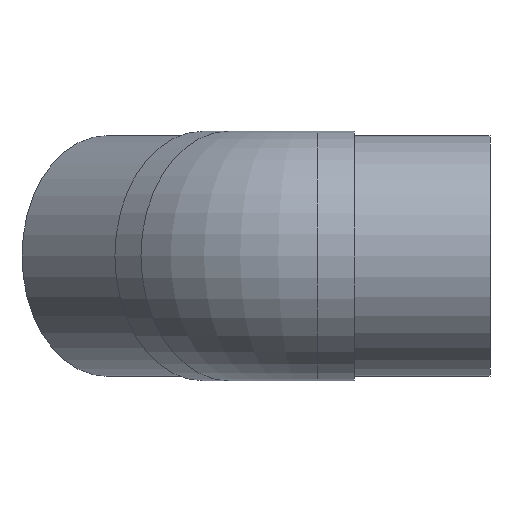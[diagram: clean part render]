
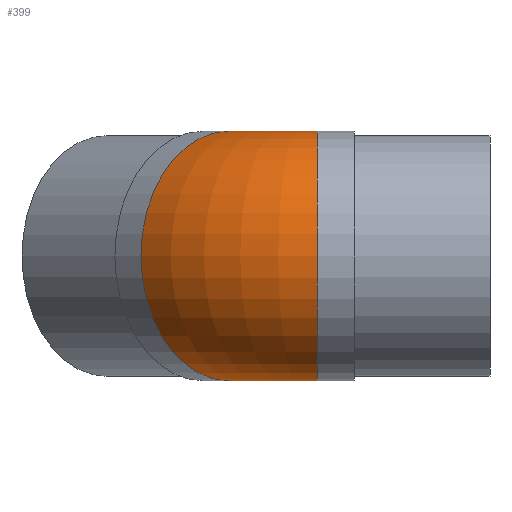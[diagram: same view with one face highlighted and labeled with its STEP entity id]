
A CAD part, left-side view. The second image highlights one B-rep face of the part: STEP entity #399.
In plain terms, the highlighted toroidal (fillet/blend) face has major radius 129.632 mm and minor radius 129.54 mm.
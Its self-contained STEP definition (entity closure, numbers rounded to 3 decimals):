
#348=CARTESIAN_POINT('',(129.54,-53.695,0.));
#349=VERTEX_POINT('',#348);
#350=CARTESIAN_POINT('',(-129.54,-53.695,0.));
#351=VERTEX_POINT('',#350);
#352=CARTESIAN_POINT('',(0.,-53.695,0.));
#353=DIRECTION('',(0.,1.,0.));
#354=DIRECTION('',(1.,0.,0.));
#355=AXIS2_PLACEMENT_3D('',#352,#353,#354);
#356=CIRCLE('',#355,129.54);
#357=EDGE_CURVE('',#349,#351,#356,.T.);
#359=EDGE_CURVE('',#351,#349,#356,.T.);
#369=CARTESIAN_POINT('',(129.567,-53.63,0.));
#370=VERTEX_POINT('',#369);
#371=CARTESIAN_POINT('',(-53.63,129.567,0.));
#372=VERTEX_POINT('',#371);
#373=CARTESIAN_POINT('',(37.968,37.968,0.));
#374=DIRECTION('',(-0.707,-0.707,0.));
#375=DIRECTION('',(0.707,-0.707,0.));
#376=AXIS2_PLACEMENT_3D('',#373,#374,#375);
#377=CIRCLE('',#376,129.54);
#378=EDGE_CURVE('',#370,#372,#377,.T.);
#379=ORIENTED_EDGE('',*,*,#378,.T.);
#380=CARTESIAN_POINT('',(129.632,-53.695,0.));
#381=DIRECTION('',(0.,0.,-1.));
#382=DIRECTION('',(-1.,0.,0.));
#383=AXIS2_PLACEMENT_3D('',#380,#381,#382);
#384=CIRCLE('',#383,259.172);
#385=EDGE_CURVE('',#351,#372,#384,.T.);
#386=ORIENTED_EDGE('',*,*,#385,.F.);
#387=ORIENTED_EDGE('',*,*,#359,.T.);
#388=ORIENTED_EDGE('',*,*,#357,.T.);
#389=ORIENTED_EDGE('',*,*,#385,.T.);
#390=EDGE_CURVE('',#372,#370,#377,.T.);
#391=ORIENTED_EDGE('',*,*,#390,.T.);
#392=EDGE_LOOP('',(#379,#386,#387,#388,#389,#391));
#393=FACE_OUTER_BOUND('',#392,.T.);
#394=CARTESIAN_POINT('',(129.632,-53.695,0.));
#395=DIRECTION('',(0.,0.,-1.));
#396=DIRECTION('',(-1.,0.,0.));
#397=AXIS2_PLACEMENT_3D('',#394,#395,#396);
#398=TOROIDAL_SURFACE('',#397,129.632,129.54);
#399=ADVANCED_FACE('',(#393),#398,.T.);
